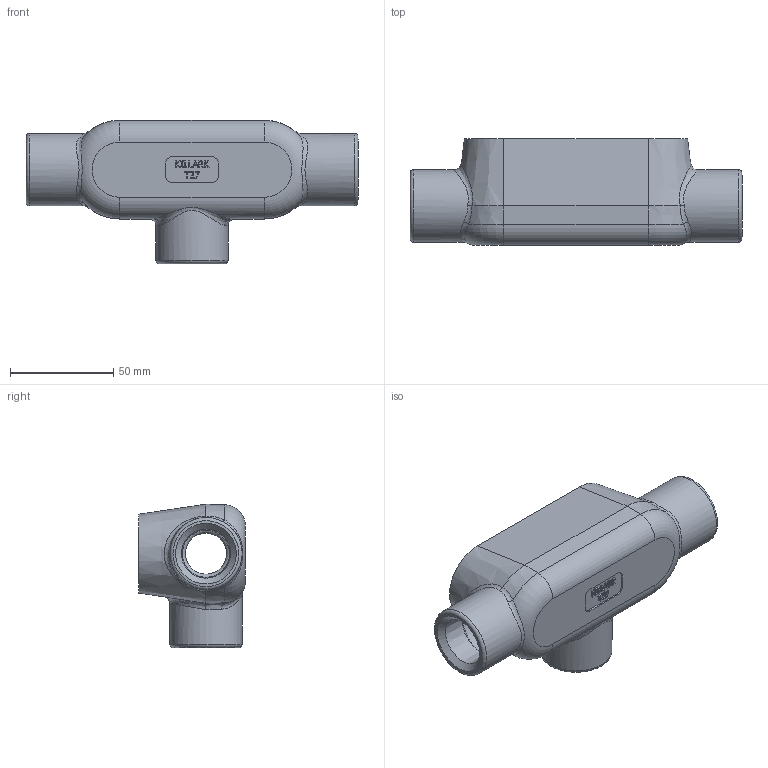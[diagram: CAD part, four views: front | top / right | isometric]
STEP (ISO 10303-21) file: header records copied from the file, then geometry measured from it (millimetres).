
FILE_DESCRIPTION(/* description */ (''),/* implementation_level */ '2;1');
FILE_NAME(/* name */ 'KIL_T27.stp',/* time_stamp */ '2019-02-13T10:31:32+05:00',/* author */ ('avenkatesan'),/* organization */ (''),/* preprocessor_version */ 'ST-DEVELOPER v17',/* originating_system */ 'Autodesk Inventor 2018',/* authorisation */ '');
FILE_SCHEMA (('AUTOMOTIVE_DESIGN { 1 0 10303 214 3 1 1 }'));
Length unit declared in the file: inch
Products named in the file (1): 17659-2
Bounding box: 160.63 x 51.59 x 69.46 mm (x, y, z)
Volume: 107142.7 mm3; surface area: 47396.6 mm2
Topology: 1 solids, 1 shells, 823 faces, 2258 edges, 1500 vertices
Faces by surface type: plane 489, bspline 239, cylinder 41, cone 32, torus 22
Full cylindrical faces by diameter (mm): 1.181 x1, 1.41 x1, 10.35 x1, 12.7 x1, 26.797 x3, 34.925 x3
Entity records: 28345 total; most frequent: CARTESIAN_POINT 8954, ORIENTED_EDGE 4518, DIRECTION 3083, EDGE_CURVE 2259, LINE 1521, VECTOR 1521, VERTEX_POINT 1501, EDGE_LOOP 892
